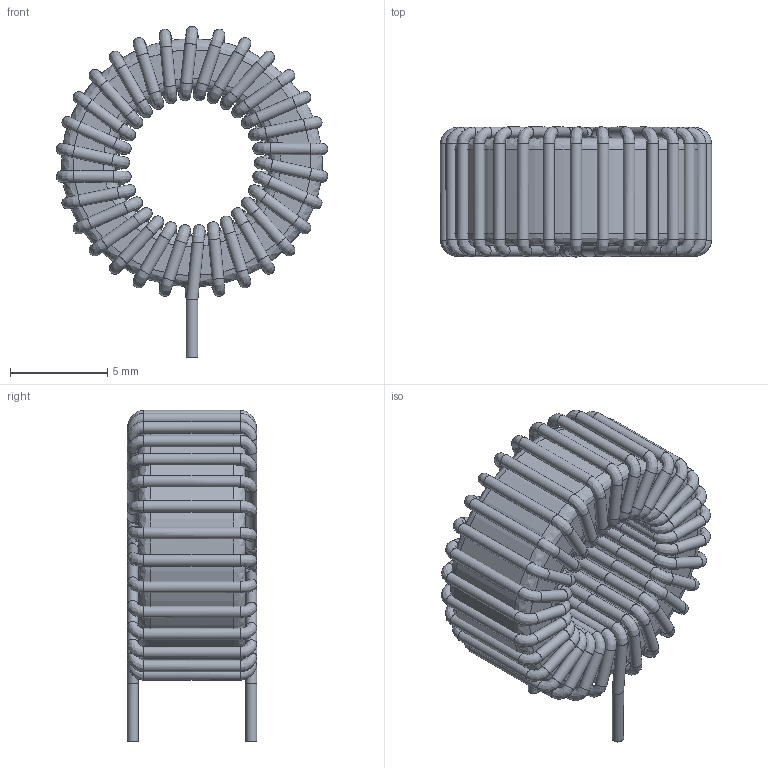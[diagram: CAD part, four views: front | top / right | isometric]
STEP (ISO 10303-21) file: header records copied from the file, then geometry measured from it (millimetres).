
FILE_DESCRIPTION(('FreeCAD Model'),'2;1');
FILE_NAME('001.step','2020-04-14T17:49:22',(''),(''), 'Open CASCADE STEP processor 7.3','FreeCAD','Unknown');
FILE_SCHEMA(('AUTOMOTIVE_DESIGN { 1 0 10303 214 1 1 1 1 }'));
Length unit declared in the file: millimetre
Products named in the file (2): WireCopper; FerritaBlack
Bounding box: 13.92 x 6.65 x 17 mm (x, y, z)
Volume: 622.9 mm3; surface area: 1507.7 mm2
Topology: 30 solids, 30 shells, 339 faces, 591 edges, 312 vertices
Faces by surface type: bspline 339
Entity records: 14098 total; most frequent: CARTESIAN_POINT 8353, ORIENTED_EDGE 1182, EDGE_CURVE 591, FACE_BOUND 341, EDGE_LOOP 341, ADVANCED_FACE 339, STYLED_ITEM 332, PRESENTATION_STYLE_ASSIGNMENT 332
